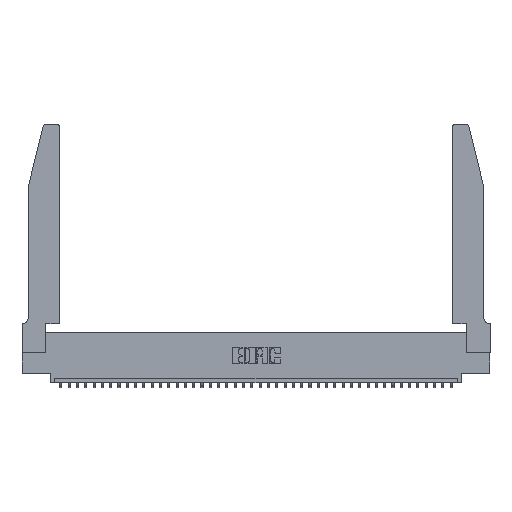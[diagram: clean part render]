
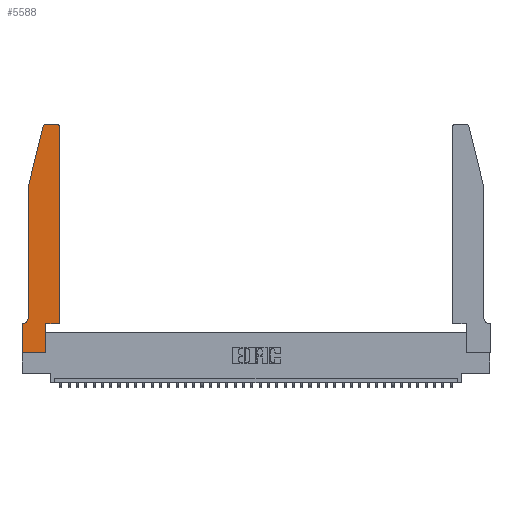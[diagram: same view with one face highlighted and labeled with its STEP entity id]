
A CAD part, top view. The second image highlights one B-rep face of the part: STEP entity #5588.
In plain terms, the highlighted planar face has unit normal (0, 0, 1).
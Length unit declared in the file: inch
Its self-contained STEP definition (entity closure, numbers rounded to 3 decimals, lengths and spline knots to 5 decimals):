
#7 = CARTESIAN_POINT ( 'NONE',  ( 0.0055, 0.35, 0.37 ) ) ;
#107 = ORIENTED_EDGE ( 'NONE', *, *, #26420, .T. ) ;
#309 = ORIENTED_EDGE ( 'NONE', *, *, #5784, .T. ) ;
#625 = AXIS2_PLACEMENT_3D ( 'NONE', #5590, #30450, #12230 ) ;
#1845 = EDGE_CURVE ( 'NONE', #29106, #16629, #11096, .T. ) ;
#2547 = CARTESIAN_POINT ( 'NONE',  ( 0., 0., 0.37 ) ) ;
#2641 = ORIENTED_EDGE ( 'NONE', *, *, #12338, .T. ) ;
#3301 = LINE ( 'NONE', #5150, #23719 ) ;
#3766 = VECTOR ( 'NONE', #13885, 39.37008 ) ;
#4885 = DIRECTION ( 'NONE',  ( -0.239, -0.971, 0. ) ) ;
#5007 = LINE ( 'NONE', #27568, #19536 ) ;
#5102 = LINE ( 'NONE', #2547, #5556 ) ;
#5123 = DIRECTION ( 'NONE',  ( 0., 0., -1. ) ) ;
#5150 = CARTESIAN_POINT ( 'NONE',  ( 0.0755, 2., 0.37 ) ) ;
#5195 = ORIENTED_EDGE ( 'NONE', *, *, #8362, .T. ) ;
#5311 = ORIENTED_EDGE ( 'NONE', *, *, #33038, .T. ) ;
#5556 = VECTOR ( 'NONE', #30586, 39.37008 ) ;
#5588 = ADVANCED_FACE ( 'NONE', ( #7431 ), #14904, .T. ) ;
#5590 = CARTESIAN_POINT ( 'NONE',  ( 0.4205, 2.72, 0.37 ) ) ;
#5784 = EDGE_CURVE ( 'NONE', #6744, #5791, #5007, .T. ) ;
#5791 = VERTEX_POINT ( 'NONE', #15080 ) ;
#6166 = CARTESIAN_POINT ( 'NONE',  ( 0.0755, 2., 0.37 ) ) ;
#6632 = EDGE_CURVE ( 'NONE', #23168, #15497, #36059, .T. ) ;
#6744 = VERTEX_POINT ( 'NONE', #7 ) ;
#6907 = VERTEX_POINT ( 'NONE', #37147 ) ;
#6963 = DIRECTION ( 'NONE',  ( 1., 0., 0. ) ) ;
#7431 = FACE_OUTER_BOUND ( 'NONE', #12385, .T. ) ;
#7698 = AXIS2_PLACEMENT_3D ( 'NONE', #18579, #23233, #19708 ) ;
#8157 = CARTESIAN_POINT ( 'NONE',  ( 0., 0., 0.37 ) ) ;
#8185 = VERTEX_POINT ( 'NONE', #33618 ) ;
#8362 = EDGE_CURVE ( 'NONE', #5791, #22333, #37383, .T. ) ;
#9537 = ORIENTED_EDGE ( 'NONE', *, *, #22735, .T. ) ;
#9856 = VECTOR ( 'NONE', #24110, 39.37008 ) ;
#10089 = DIRECTION ( 'NONE',  ( 0., 0., 1. ) ) ;
#10741 = CARTESIAN_POINT ( 'NONE',  ( 0.4505, 0.35, 0.37 ) ) ;
#10857 = ORIENTED_EDGE ( 'NONE', *, *, #1845, .T. ) ;
#11080 = CARTESIAN_POINT ( 'NONE',  ( 0.0055, 0.42, 0.37 ) ) ;
#11096 = LINE ( 'NONE', #10741, #3766 ) ;
#11126 = CARTESIAN_POINT ( 'NONE',  ( 0.2865, 0., 0.37 ) ) ;
#11271 = VERTEX_POINT ( 'NONE', #11126 ) ;
#11598 = CIRCLE ( 'NONE', #625, 0.03 ) ;
#12230 = DIRECTION ( 'NONE',  ( 1., 0., 0. ) ) ;
#12338 = EDGE_CURVE ( 'NONE', #16629, #30100, #26894, .T. ) ;
#12385 = EDGE_LOOP ( 'NONE', ( #38604, #5311, #9537, #22999, #107, #309, #5195, #33288, #27210, #10857, #2641, #31865 ) ) ;
#12534 = AXIS2_PLACEMENT_3D ( 'NONE', #28568, #10089, #6963 ) ;
#13040 = EDGE_CURVE ( 'NONE', #30100, #23168, #11598, .T. ) ;
#13634 = CARTESIAN_POINT ( 'NONE',  ( 0.2865, 0.35, 0.37 ) ) ;
#13885 = DIRECTION ( 'NONE',  ( 1., 0., 0. ) ) ;
#13899 = CIRCLE ( 'NONE', #16280, 0.07 ) ;
#14238 = DIRECTION ( 'NONE',  ( -1., 0., 0. ) ) ;
#14904 = PLANE ( 'NONE',  #7698 ) ;
#15080 = CARTESIAN_POINT ( 'NONE',  ( 0., 0.35, 0.37 ) ) ;
#15189 = CARTESIAN_POINT ( 'NONE',  ( 0.284, 2.75, 0.37 ) ) ;
#15497 = VERTEX_POINT ( 'NONE', #15189 ) ;
#16280 = AXIS2_PLACEMENT_3D ( 'NONE', #11080, #5123, #14238 ) ;
#16629 = VERTEX_POINT ( 'NONE', #32412 ) ;
#18415 = VERTEX_POINT ( 'NONE', #28085 ) ;
#18546 = CARTESIAN_POINT ( 'NONE',  ( 0.4205, 2.75, 0.37 ) ) ;
#18579 = CARTESIAN_POINT ( 'NONE',  ( 0., 0.35, 0.37 ) ) ;
#19508 = LINE ( 'NONE', #6166, #25821 ) ;
#19536 = VECTOR ( 'NONE', #33521, 39.37008 ) ;
#19708 = DIRECTION ( 'NONE',  ( 1., 0., 0. ) ) ;
#21242 = CARTESIAN_POINT ( 'NONE',  ( 0.4505, 0.35, 0.37 ) ) ;
#21677 = VECTOR ( 'NONE', #35503, 39.37008 ) ;
#22333 = VERTEX_POINT ( 'NONE', #29427 ) ;
#22735 = EDGE_CURVE ( 'NONE', #18415, #8185, #3301, .T. ) ;
#22999 = ORIENTED_EDGE ( 'NONE', *, *, #38567, .T. ) ;
#23168 = VERTEX_POINT ( 'NONE', #18546 ) ;
#23233 = DIRECTION ( 'NONE',  ( 0., 0., 1. ) ) ;
#23265 = CIRCLE ( 'NONE', #12534, 0.03 ) ;
#23682 = EDGE_CURVE ( 'NONE', #11271, #29106, #31861, .T. ) ;
#23719 = VECTOR ( 'NONE', #4885, 39.37008 ) ;
#24110 = DIRECTION ( 'NONE',  ( 0., 1., 0. ) ) ;
#25821 = VECTOR ( 'NONE', #31040, 39.37008 ) ;
#26420 = EDGE_CURVE ( 'NONE', #6907, #6744, #13899, .T. ) ;
#26894 = LINE ( 'NONE', #21242, #9856 ) ;
#26963 = EDGE_CURVE ( 'NONE', #22333, #11271, #5102, .T. ) ;
#27210 = ORIENTED_EDGE ( 'NONE', *, *, #23682, .T. ) ;
#27568 = CARTESIAN_POINT ( 'NONE',  ( 0.0755, 0.35, 0.37 ) ) ;
#27704 = DIRECTION ( 'NONE',  ( -1., 0., 0. ) ) ;
#28085 = CARTESIAN_POINT ( 'NONE',  ( 0.25487, 2.72718, 0.37 ) ) ;
#28279 = VECTOR ( 'NONE', #27704, 39.37008 ) ;
#28568 = CARTESIAN_POINT ( 'NONE',  ( 0.284, 2.72, 0.37 ) ) ;
#29106 = VERTEX_POINT ( 'NONE', #38100 ) ;
#29427 = CARTESIAN_POINT ( 'NONE',  ( 0., 0., 0.37 ) ) ;
#30100 = VERTEX_POINT ( 'NONE', #30930 ) ;
#30450 = DIRECTION ( 'NONE',  ( 0., 0., 1. ) ) ;
#30586 = DIRECTION ( 'NONE',  ( 1., 0., 0. ) ) ;
#30930 = CARTESIAN_POINT ( 'NONE',  ( 0.4505, 2.72, 0.37 ) ) ;
#31040 = DIRECTION ( 'NONE',  ( 0., -1., 0. ) ) ;
#31861 = LINE ( 'NONE', #13634, #21677 ) ;
#31865 = ORIENTED_EDGE ( 'NONE', *, *, #13040, .T. ) ;
#32412 = CARTESIAN_POINT ( 'NONE',  ( 0.4505, 0.35, 0.37 ) ) ;
#33038 = EDGE_CURVE ( 'NONE', #15497, #18415, #23265, .T. ) ;
#33288 = ORIENTED_EDGE ( 'NONE', *, *, #26963, .T. ) ;
#33521 = DIRECTION ( 'NONE',  ( -1., 0., 0. ) ) ;
#33618 = CARTESIAN_POINT ( 'NONE',  ( 0.0755, 2., 0.37 ) ) ;
#33811 = CARTESIAN_POINT ( 'NONE',  ( 0.2605, 2.75, 0.37 ) ) ;
#34419 = VECTOR ( 'NONE', #35869, 39.37008 ) ;
#35503 = DIRECTION ( 'NONE',  ( 0., 1., 0. ) ) ;
#35869 = DIRECTION ( 'NONE',  ( 0., -1., 0. ) ) ;
#36059 = LINE ( 'NONE', #33811, #28279 ) ;
#37147 = CARTESIAN_POINT ( 'NONE',  ( 0.0755, 0.42, 0.37 ) ) ;
#37383 = LINE ( 'NONE', #8157, #34419 ) ;
#38100 = CARTESIAN_POINT ( 'NONE',  ( 0.2865, 0.35, 0.37 ) ) ;
#38567 = EDGE_CURVE ( 'NONE', #8185, #6907, #19508, .T. ) ;
#38604 = ORIENTED_EDGE ( 'NONE', *, *, #6632, .T. ) ;
